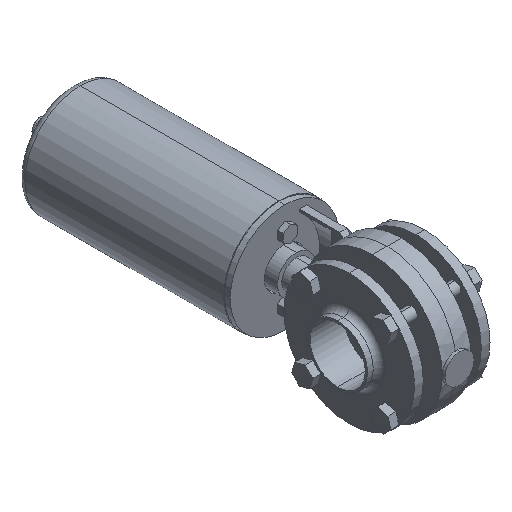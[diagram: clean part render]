
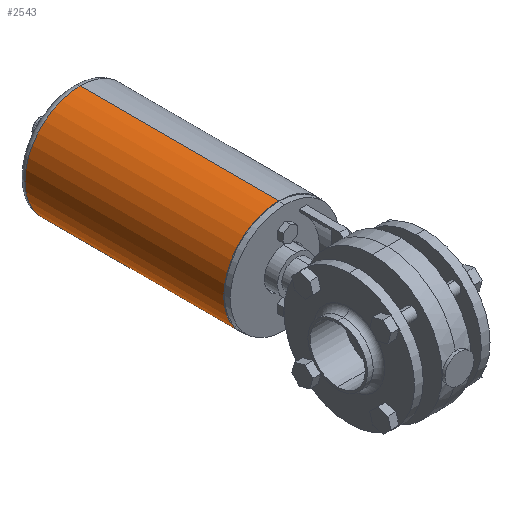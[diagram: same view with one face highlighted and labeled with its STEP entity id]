
A CAD part, isometric view. The second image highlights one B-rep face of the part: STEP entity #2543.
In plain terms, the highlighted cylindrical face has radius 38 mm (diameter 76 mm), a partial arc.
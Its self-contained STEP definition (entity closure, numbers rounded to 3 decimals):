
#98 = VERTEX_POINT ( 'NONE', #2007 ) ;
#210 = CARTESIAN_POINT ( 'NONE',  ( 0., 142., 0. ) ) ;
#250 = CARTESIAN_POINT ( 'NONE',  ( 0., 0., -38. ) ) ;
#317 = DIRECTION ( 'NONE',  ( 0., -1., 0. ) ) ;
#353 = AXIS2_PLACEMENT_3D ( 'NONE', #1787, #2603, #1348 ) ;
#580 = CARTESIAN_POINT ( 'NONE',  ( 0., 142., 38. ) ) ;
#615 = AXIS2_PLACEMENT_3D ( 'NONE', #210, #3692, #4203 ) ;
#624 = FACE_OUTER_BOUND ( 'NONE', #3665, .T. ) ;
#1085 = VECTOR ( 'NONE', #2748, 1000. ) ;
#1093 = LINE ( 'NONE', #2885, #2500 ) ;
#1348 = DIRECTION ( 'NONE',  ( 0., 0., 1. ) ) ;
#1444 = CARTESIAN_POINT ( 'NONE',  ( 0., 0., 38. ) ) ;
#1500 = VERTEX_POINT ( 'NONE', #1444 ) ;
#1787 = CARTESIAN_POINT ( 'NONE',  ( 0., 137., 0. ) ) ;
#1909 = CARTESIAN_POINT ( 'NONE',  ( 0., 0., 0. ) ) ;
#2007 = CARTESIAN_POINT ( 'NONE',  ( 0., 137., 38. ) ) ;
#2216 = EDGE_CURVE ( 'NONE', #4352, #1500, #3112, .T. ) ;
#2289 = EDGE_CURVE ( 'NONE', #3057, #4352, #1093, .T. ) ;
#2500 = VECTOR ( 'NONE', #317, 1000. ) ;
#2543 = ADVANCED_FACE ( 'NONE', ( #624 ), #3651, .T. ) ;
#2603 = DIRECTION ( 'NONE',  ( 0., -1., 0. ) ) ;
#2748 = DIRECTION ( 'NONE',  ( 0., -1., 0. ) ) ;
#2885 = CARTESIAN_POINT ( 'NONE',  ( 0., 142., -38. ) ) ;
#2958 = EDGE_CURVE ( 'NONE', #98, #1500, #2982, .T. ) ;
#2982 = LINE ( 'NONE', #580, #1085 ) ;
#3057 = VERTEX_POINT ( 'NONE', #5299 ) ;
#3112 = CIRCLE ( 'NONE', #3318, 38. ) ;
#3274 = ORIENTED_EDGE ( 'NONE', *, *, #2216, .T. ) ;
#3318 = AXIS2_PLACEMENT_3D ( 'NONE', #1909, #4948, #5390 ) ;
#3651 = CYLINDRICAL_SURFACE ( 'NONE', #615, 38. ) ;
#3665 = EDGE_LOOP ( 'NONE', ( #5095, #3729, #5419, #3274 ) ) ;
#3692 = DIRECTION ( 'NONE',  ( 0., -1., 0. ) ) ;
#3729 = ORIENTED_EDGE ( 'NONE', *, *, #4565, .T. ) ;
#4203 = DIRECTION ( 'NONE',  ( 0., 0., -1. ) ) ;
#4352 = VERTEX_POINT ( 'NONE', #250 ) ;
#4565 = EDGE_CURVE ( 'NONE', #98, #3057, #5050, .T. ) ;
#4948 = DIRECTION ( 'NONE',  ( 0., 1., 0. ) ) ;
#5050 = CIRCLE ( 'NONE', #353, 38. ) ;
#5095 = ORIENTED_EDGE ( 'NONE', *, *, #2958, .F. ) ;
#5299 = CARTESIAN_POINT ( 'NONE',  ( 0., 137., -38. ) ) ;
#5390 = DIRECTION ( 'NONE',  ( 0., 0., 1. ) ) ;
#5419 = ORIENTED_EDGE ( 'NONE', *, *, #2289, .T. ) ;
